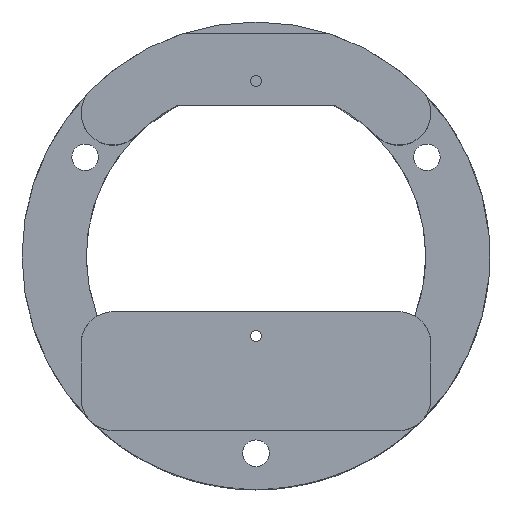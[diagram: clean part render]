
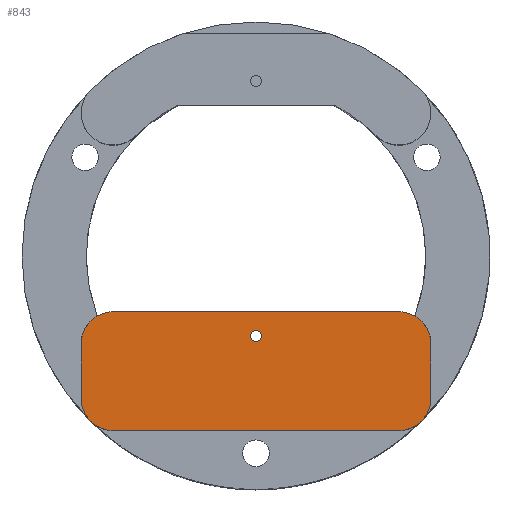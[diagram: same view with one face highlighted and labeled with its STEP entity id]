
A CAD part, top view. The second image highlights one B-rep face of the part: STEP entity #843.
In plain terms, the highlighted planar face has unit normal (0, 0, 1).
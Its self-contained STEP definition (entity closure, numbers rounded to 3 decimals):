
#16=FACE_BOUND('',#148,.T.);
#41=CIRCLE('',#918,3.5);
#47=CIRCLE('',#926,3.5);
#49=CIRCLE('',#929,3.5);
#50=CIRCLE('',#930,3.5);
#51=CIRCLE('',#931,0.6);
#106=FACE_OUTER_BOUND('',#147,.T.);
#147=EDGE_LOOP('',(#636,#637,#638,#639,#640,#641,#642,#643));
#148=EDGE_LOOP('',(#644));
#226=LINE('',#1384,#301);
#227=LINE('',#1386,#302);
#228=LINE('',#1389,#303);
#229=LINE('',#1391,#304);
#301=VECTOR('',#1107,10.);
#302=VECTOR('',#1108,10.);
#303=VECTOR('',#1111,10.);
#304=VECTOR('',#1112,10.);
#376=VERTEX_POINT('',#1355);
#377=VERTEX_POINT('',#1357);
#384=VERTEX_POINT('',#1375);
#385=VERTEX_POINT('',#1377);
#387=VERTEX_POINT('',#1383);
#388=VERTEX_POINT('',#1385);
#389=VERTEX_POINT('',#1387);
#390=VERTEX_POINT('',#1390);
#391=VERTEX_POINT('',#1393);
#473=EDGE_CURVE('',#376,#377,#41,.T.);
#483=EDGE_CURVE('',#385,#384,#47,.T.);
#486=EDGE_CURVE('',#387,#377,#226,.T.);
#487=EDGE_CURVE('',#376,#388,#227,.T.);
#488=EDGE_CURVE('',#389,#388,#49,.T.);
#489=EDGE_CURVE('',#389,#385,#228,.T.);
#490=EDGE_CURVE('',#384,#390,#229,.T.);
#491=EDGE_CURVE('',#390,#387,#50,.T.);
#492=EDGE_CURVE('',#391,#391,#51,.T.);
#636=ORIENTED_EDGE('',*,*,#486,.T.);
#637=ORIENTED_EDGE('',*,*,#473,.F.);
#638=ORIENTED_EDGE('',*,*,#487,.T.);
#639=ORIENTED_EDGE('',*,*,#488,.F.);
#640=ORIENTED_EDGE('',*,*,#489,.T.);
#641=ORIENTED_EDGE('',*,*,#483,.T.);
#642=ORIENTED_EDGE('',*,*,#490,.T.);
#643=ORIENTED_EDGE('',*,*,#491,.T.);
#644=ORIENTED_EDGE('',*,*,#492,.T.);
#813=PLANE('',#928);
#843=ADVANCED_FACE('',(#106,#16),#813,.T.);
#918=AXIS2_PLACEMENT_3D('',#1358,#1080,#1081);
#926=AXIS2_PLACEMENT_3D('',#1378,#1100,#1101);
#928=AXIS2_PLACEMENT_3D('',#1382,#1105,#1106);
#929=AXIS2_PLACEMENT_3D('',#1388,#1109,#1110);
#930=AXIS2_PLACEMENT_3D('',#1392,#1113,#1114);
#931=AXIS2_PLACEMENT_3D('',#1394,#1115,#1116);
#1080=DIRECTION('center_axis',(0.,0.,-1.));
#1081=DIRECTION('ref_axis',(0.707,0.707,0.));
#1100=DIRECTION('center_axis',(0.,0.,1.));
#1101=DIRECTION('ref_axis',(1.,0.,0.));
#1105=DIRECTION('center_axis',(0.,0.,1.));
#1106=DIRECTION('ref_axis',(1.,0.,0.));
#1107=DIRECTION('',(0.,1.,0.));
#1108=DIRECTION('',(-1.,0.,0.));
#1109=DIRECTION('center_axis',(0.,0.,-1.));
#1110=DIRECTION('ref_axis',(-0.707,0.707,0.));
#1111=DIRECTION('',(0.,-1.,0.));
#1112=DIRECTION('',(1.,0.,0.));
#1113=DIRECTION('center_axis',(0.,0.,1.));
#1114=DIRECTION('ref_axis',(1.,0.,0.));
#1115=DIRECTION('center_axis',(0.,0.,-1.));
#1116=DIRECTION('ref_axis',(-1.,0.,0.));
#1355=CARTESIAN_POINT('',(15.556,-6.1,20.45));
#1357=CARTESIAN_POINT('',(19.056,-9.6,20.45));
#1358=CARTESIAN_POINT('Origin',(15.556,-9.6,20.45));
#1375=CARTESIAN_POINT('',(-15.556,-19.056,20.45));
#1377=CARTESIAN_POINT('',(-19.056,-15.556,20.45));
#1378=CARTESIAN_POINT('Origin',(-15.556,-15.556,20.45));
#1382=CARTESIAN_POINT('Origin',(-15.556,-15.556,20.45));
#1383=CARTESIAN_POINT('',(19.056,-15.556,20.45));
#1384=CARTESIAN_POINT('',(19.056,-15.556,20.45));
#1385=CARTESIAN_POINT('',(-15.556,-6.1,20.45));
#1386=CARTESIAN_POINT('',(19.056,-6.1,20.45));
#1387=CARTESIAN_POINT('',(-19.056,-9.6,20.45));
#1388=CARTESIAN_POINT('Origin',(-15.556,-9.6,20.45));
#1389=CARTESIAN_POINT('',(-19.056,-6.1,20.45));
#1390=CARTESIAN_POINT('',(15.556,-19.056,20.45));
#1391=CARTESIAN_POINT('',(-15.556,-19.056,20.45));
#1392=CARTESIAN_POINT('Origin',(15.556,-15.556,20.45));
#1393=CARTESIAN_POINT('',(0.6,-8.75,20.45));
#1394=CARTESIAN_POINT('Origin',(0.,-8.75,
20.45));
